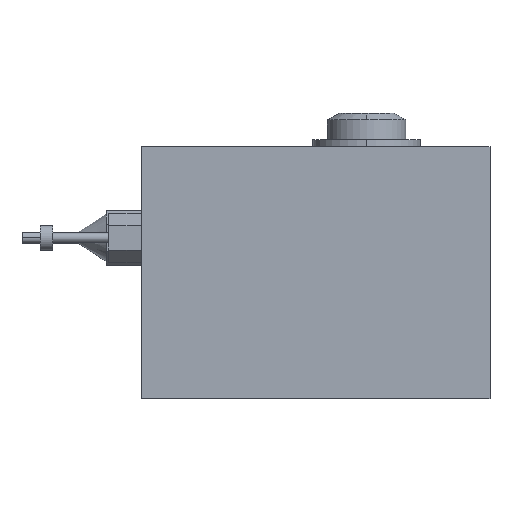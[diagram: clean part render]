
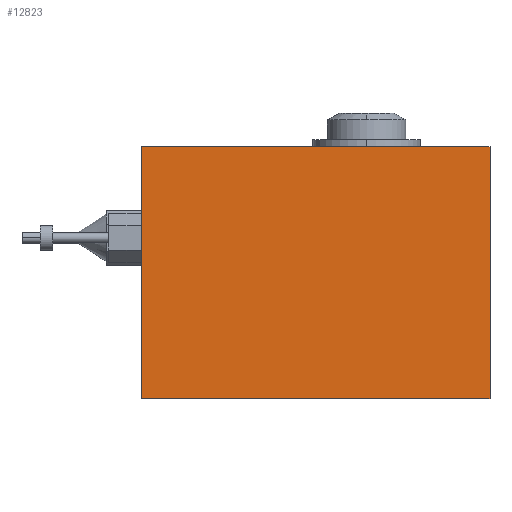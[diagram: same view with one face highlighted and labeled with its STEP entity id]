
A CAD part, left-side view. The second image highlights one B-rep face of the part: STEP entity #12823.
In plain terms, the highlighted planar face has unit normal (-1, 0, 0).
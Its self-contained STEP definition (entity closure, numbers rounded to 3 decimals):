
#792 = CARTESIAN_POINT ( 'NONE',  ( -20.45, -12.45, 0. ) ) ;
#863 = ORIENTED_EDGE ( 'NONE', *, *, #14141, .T. ) ;
#1082 = VERTEX_POINT ( 'NONE', #792 ) ;
#3036 = VERTEX_POINT ( 'NONE', #4937 ) ;
#3065 = CARTESIAN_POINT ( 'NONE',  ( -20.45, 12.45, -18. ) ) ;
#3519 = VECTOR ( 'NONE', #12475, 1000. ) ;
#3675 = CARTESIAN_POINT ( 'NONE',  ( -20.45, 12.45, 0. ) ) ;
#4158 = AXIS2_PLACEMENT_3D ( 'NONE', #12917, #10753, #4253 ) ;
#4253 = DIRECTION ( 'NONE',  ( 0., 1., 0. ) ) ;
#4924 = CARTESIAN_POINT ( 'NONE',  ( -20.45, 12.45, -18. ) ) ;
#4937 = CARTESIAN_POINT ( 'NONE',  ( -20.45, -12.45, -18. ) ) ;
#5156 = DIRECTION ( 'NONE',  ( 0., -1., 0. ) ) ;
#5323 = ORIENTED_EDGE ( 'NONE', *, *, #7462, .F. ) ;
#5610 = VECTOR ( 'NONE', #8574, 1000. ) ;
#5616 = LINE ( 'NONE', #12266, #3519 ) ;
#5827 = EDGE_CURVE ( 'NONE', #8612, #3036, #10978, .T. ) ;
#6281 = FACE_OUTER_BOUND ( 'NONE', #12895, .T. ) ;
#6377 = DIRECTION ( 'NONE',  ( 0., -1., 0. ) ) ;
#7303 = LINE ( 'NONE', #7456, #8005 ) ;
#7456 = CARTESIAN_POINT ( 'NONE',  ( -20.45, 12.45, 0. ) ) ;
#7462 = EDGE_CURVE ( 'NONE', #1082, #3036, #5616, .T. ) ;
#8005 = VECTOR ( 'NONE', #6377, 1000. ) ;
#8501 = PLANE ( 'NONE',  #4158 ) ;
#8574 = DIRECTION ( 'NONE',  ( 0., 0., -1. ) ) ;
#8612 = VERTEX_POINT ( 'NONE', #4924 ) ;
#9617 = ORIENTED_EDGE ( 'NONE', *, *, #9656, .F. ) ;
#9656 = EDGE_CURVE ( 'NONE', #11870, #1082, #7303, .T. ) ;
#9662 = LINE ( 'NONE', #12046, #5610 ) ;
#10753 = DIRECTION ( 'NONE',  ( 1., 0., 0. ) ) ;
#10978 = LINE ( 'NONE', #3065, #13865 ) ;
#11747 = ORIENTED_EDGE ( 'NONE', *, *, #5827, .T. ) ;
#11870 = VERTEX_POINT ( 'NONE', #3675 ) ;
#12046 = CARTESIAN_POINT ( 'NONE',  ( -20.45, 12.45, 0. ) ) ;
#12266 = CARTESIAN_POINT ( 'NONE',  ( -20.45, -12.45, 0. ) ) ;
#12475 = DIRECTION ( 'NONE',  ( 0., 0., -1. ) ) ;
#12823 = ADVANCED_FACE ( 'NONE', ( #6281 ), #8501, .F. ) ;
#12895 = EDGE_LOOP ( 'NONE', ( #863, #11747, #5323, #9617 ) ) ;
#12917 = CARTESIAN_POINT ( 'NONE',  ( -20.45, 12.45, 0. ) ) ;
#13865 = VECTOR ( 'NONE', #5156, 1000. ) ;
#14141 = EDGE_CURVE ( 'NONE', #11870, #8612, #9662, .T. ) ;
